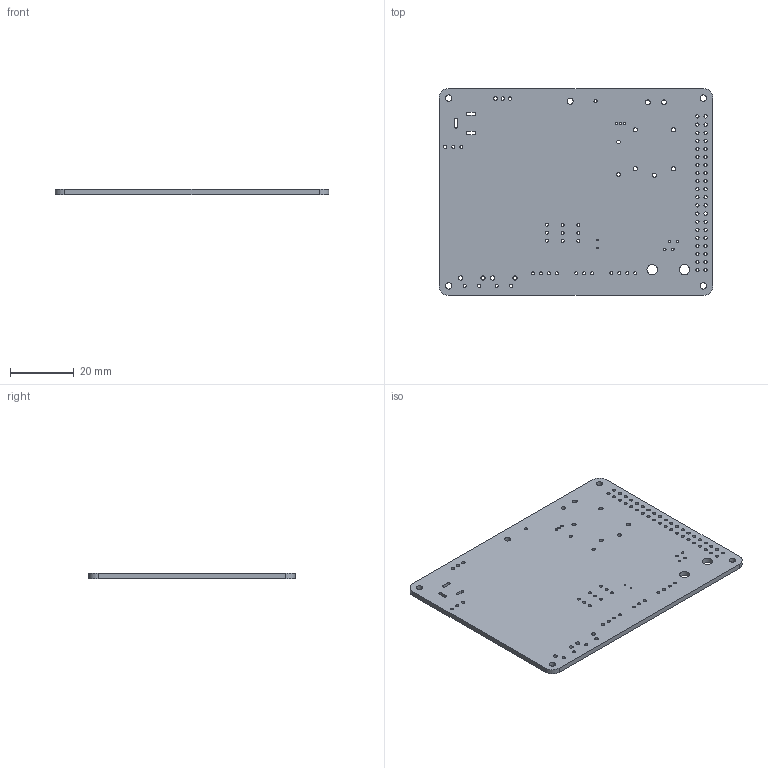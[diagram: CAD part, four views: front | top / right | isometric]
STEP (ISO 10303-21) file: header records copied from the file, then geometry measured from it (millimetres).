
FILE_DESCRIPTION(('KiCad electronic assembly'),'2;1');
FILE_NAME('ESP32.step','2022-06-15T18:48:55',('Pcbnew'),('Kicad'), 'Open CASCADE STEP processor 7.5','KiCad to STEP converter','Unknown' );
FILE_SCHEMA(('AUTOMOTIVE_DESIGN { 1 0 10303 214 1 1 1 1 }'));
Length unit declared in the file: millimetre
Products named in the file (2): ESP32 1; ESP32 PCB
Assembly tree (1 placements, depth 2):
  ESP32 1
    ESP32 PCB
Bounding box: 86 x 65 x 1.6 mm (x, y, z)
Volume: 8745.9 mm3; surface area: 11994.1 mm2
Topology: 1 solids, 1 shells, 122 faces, 360 edges, 240 vertices
Faces by surface type: cylinder 110, plane 12
Full cylindrical faces by diameter (mm): 0.5 x2, 0.75 x3, 0.76 x4, 0.95 x20, 0.99 x4, 1 x44, 1.1 x5, 1.3 x9, 1.52 x2, 1.923 x1, 2 x4, 3.25 x2
Entity records: 10003 total; most frequent: CARTESIAN_POINT 2764, DIRECTION 1328, ORIENTED_EDGE 720, PCURVE 720, DEFINITIONAL_REPRESENTATION 720, LINE 640, VECTOR 640, EDGE_CURVE 360
